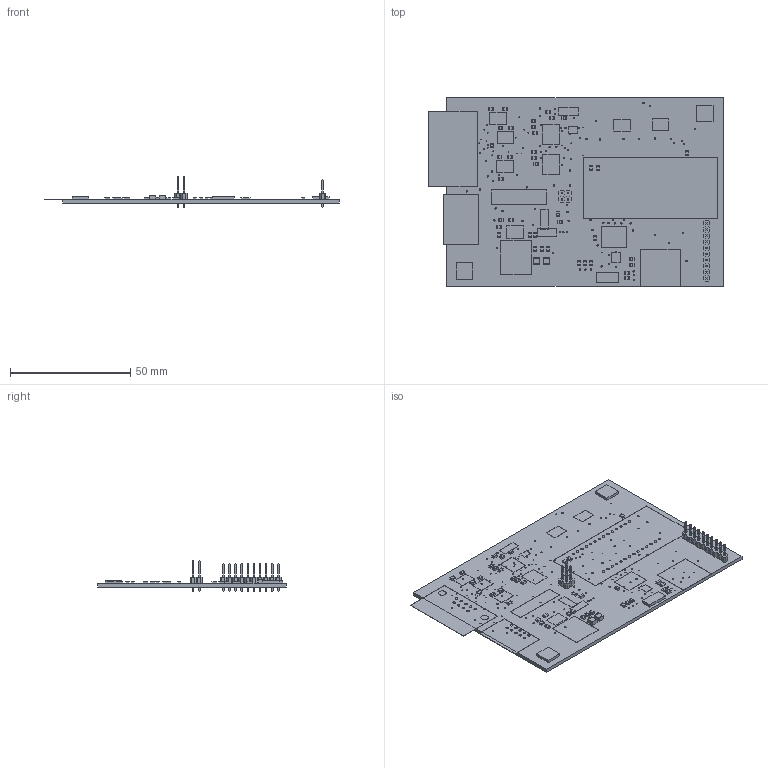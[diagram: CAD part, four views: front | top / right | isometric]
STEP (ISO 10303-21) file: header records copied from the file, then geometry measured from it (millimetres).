
FILE_DESCRIPTION(/* description */ (''),/* implementation_level */ '2;1');
FILE_NAME(/* name */ '94c81138-8011-4d51-a448-6f019fba2cb4.zip.stp',/* time_stamp */ '2021-02-11T14:22:58+00:00',/* author */ (''),/* organization */ (''),/* preprocessor_version */ 'ST-DEVELOPER v18.1',/* originating_system */ 'Autodesk Translation Framework v9.7.1.1290',/* authorisation */ '');
FILE_SCHEMA (('AUTOMOTIVE_DESIGN { 1 0 10303 214 3 1 1 }'));
Length unit declared in the file: millimetre
Products named in the file (24): iov-board-1.2; Board; Packages; 3_3_UH; SOP65P780X200-28N; DDA0008J; LITTLEFUSE_658; TSSOP20_MC_MCH; OSC_ECS-2520S25-250-FN-TR; D8; SOT143; USB-B-MICRO-SMD; 61201021721; 3,2; 503182-1852_MOL; 1X10; 2X02; SW_PTS647SM38SMTR2LFS_CNK; PYCOM_GPY-28; C0805; C1210; R0805; SMA_STM; TE_5747840-6
Assembly tree (68 placements, depth 3):
  iov-board-1.2
    Board
    Packages
      3_3_UH
      SOP65P780X200-28N
      DDA0008J
      LITTLEFUSE_658
      TSSOP20_MC_MCH  x2
      OSC_ECS-2520S25-250-FN-TR
      D8  x3
      SOT143
      USB-B-MICRO-SMD
      61201021721
      3,2  x2
      503182-1852_MOL
      1X10
      2X02
      SW_PTS647SM38SMTR2LFS_CNK  x2
      PYCOM_GPY-28
      C0805  x27
      C1210  x2
      R0805  x12
      SMA_STM  x3
      TE_5747840-6
Bounding box: 122.61 x 78.26 x 12.64 mm (x, y, z)
Volume: 14794.3 mm3; surface area: 27660.6 mm2
Topology: 67 solids, 67 shells, 1396 faces, 3590 edges, 2356 vertices
Faces by surface type: plane 1160, cylinder 236
Full cylindrical faces by diameter (mm): 0.35 x56, 0.55 x112, 1.016 x42, 1.041 x9, 1.1 x10, 3.175 x2, 3.2 x1
Entity records: 27443 total; most frequent: CARTESIAN_POINT 4441, DIRECTION 4440, ORIENTED_EDGE 4276, EDGE_CURVE 2138, LINE 1666, VECTOR 1666, VERTEX_POINT 1388, AXIS2_PLACEMENT_3D 1387
